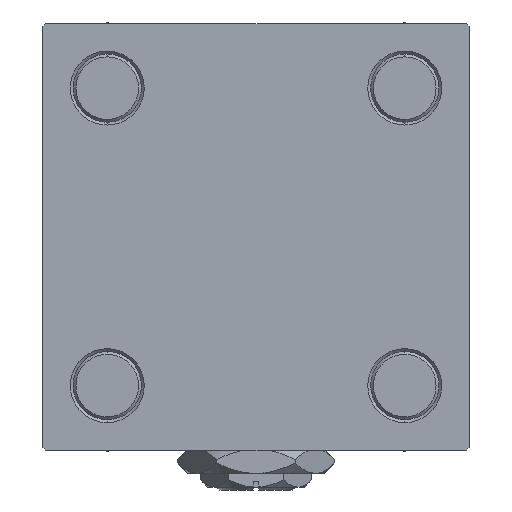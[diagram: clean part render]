
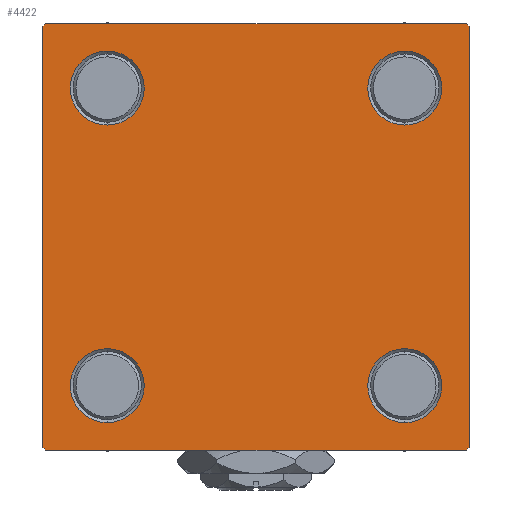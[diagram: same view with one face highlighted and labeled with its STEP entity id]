
A CAD part, left-side view. The second image highlights one B-rep face of the part: STEP entity #4422.
In plain terms, the highlighted planar face has unit normal (-1, 0, 0).
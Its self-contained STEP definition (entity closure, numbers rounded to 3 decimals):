
#896 = DIRECTION ( 'NONE',  ( 0., -0.707, -0.707 ) ) ;
#1034 = VERTEX_POINT ( 'NONE', #37864 ) ;
#1068 = VECTOR ( 'NONE', #45306, 1000. ) ;
#1970 = DIRECTION ( 'NONE',  ( 0., 0., 1. ) ) ;
#2099 = VERTEX_POINT ( 'NONE', #19330 ) ;
#2304 = VERTEX_POINT ( 'NONE', #38900 ) ;
#2316 = ORIENTED_EDGE ( 'NONE', *, *, #30625, .T. ) ;
#2731 = CARTESIAN_POINT ( 'NONE',  ( 0., 37.5, 37.5 ) ) ;
#4422 = ADVANCED_FACE ( 'NONE', ( #52823, #46438, #11931, #42304, #24917 ), #37626, .T. ) ;
#6323 = DIRECTION ( 'NONE',  ( 0., 0., 1. ) ) ;
#6681 = DIRECTION ( 'NONE',  ( 0., 0., 1. ) ) ;
#6865 = EDGE_CURVE ( 'NONE', #47262, #50479, #20092, .T. ) ;
#7020 = CIRCLE ( 'NONE', #52864, 6.5 ) ;
#7216 = VECTOR ( 'NONE', #19032, 1000. ) ;
#7396 = CARTESIAN_POINT ( 'NONE',  ( 0., -37., -37.5 ) ) ;
#7461 = LINE ( 'NONE', #40617, #29786 ) ;
#7720 = AXIS2_PLACEMENT_3D ( 'NONE', #15804, #50019, #29070 ) ;
#8093 = VECTOR ( 'NONE', #22710, 1000. ) ;
#8150 = EDGE_LOOP ( 'NONE', ( #50168, #2316, #31621, #35309, #37099, #33420, #19985, #46566 ) ) ;
#8790 = DIRECTION ( 'NONE',  ( 1., 0., 0. ) ) ;
#9083 = EDGE_CURVE ( 'NONE', #30487, #12783, #25489, .T. ) ;
#9575 = AXIS2_PLACEMENT_3D ( 'NONE', #50749, #34758, #41930 ) ;
#9899 = CARTESIAN_POINT ( 'NONE',  ( 0., 37.25, 37.25 ) ) ;
#10254 = LINE ( 'NONE', #47823, #8093 ) ;
#10857 = VERTEX_POINT ( 'NONE', #27100 ) ;
#10934 = EDGE_CURVE ( 'NONE', #35900, #29367, #26409, .T. ) ;
#11873 = CARTESIAN_POINT ( 'NONE',  ( 0., -37.5, 37.5 ) ) ;
#11931 = FACE_BOUND ( 'NONE', #14490, .T. ) ;
#12263 = AXIS2_PLACEMENT_3D ( 'NONE', #20417, #8790, #33964 ) ;
#12729 = DIRECTION ( 'NONE',  ( 0., 0., 1. ) ) ;
#12783 = VERTEX_POINT ( 'NONE', #13461 ) ;
#12871 = VERTEX_POINT ( 'NONE', #31700 ) ;
#12935 = AXIS2_PLACEMENT_3D ( 'NONE', #33232, #33493, #12729 ) ;
#13294 = CARTESIAN_POINT ( 'NONE',  ( 0., 37.25, -37.25 ) ) ;
#13461 = CARTESIAN_POINT ( 'NONE',  ( 0., -26.15, -19.65 ) ) ;
#14490 = EDGE_LOOP ( 'NONE', ( #23241, #50565 ) ) ;
#15245 = CARTESIAN_POINT ( 'NONE',  ( 0., 26.15, 26.15 ) ) ;
#15553 = ORIENTED_EDGE ( 'NONE', *, *, #44626, .T. ) ;
#15804 = CARTESIAN_POINT ( 'NONE',  ( 0., -26.15, 26.15 ) ) ;
#15815 = AXIS2_PLACEMENT_3D ( 'NONE', #15245, #32660, #6681 ) ;
#17249 = ORIENTED_EDGE ( 'NONE', *, *, #9083, .T. ) ;
#17444 = LINE ( 'NONE', #13294, #30426 ) ;
#19032 = DIRECTION ( 'NONE',  ( 0., 0., -1. ) ) ;
#19330 = CARTESIAN_POINT ( 'NONE',  ( 0., 37., 37.5 ) ) ;
#19571 = CARTESIAN_POINT ( 'NONE',  ( 0., -26.15, 26.15 ) ) ;
#19614 = DIRECTION ( 'NONE',  ( 0., -1., 0. ) ) ;
#19985 = ORIENTED_EDGE ( 'NONE', *, *, #40323, .F. ) ;
#20092 = CIRCLE ( 'NONE', #7720, 6.5 ) ;
#20417 = CARTESIAN_POINT ( 'NONE',  ( 0., 26.15, -26.15 ) ) ;
#20704 = DIRECTION ( 'NONE',  ( 0., 0., -1. ) ) ;
#21073 = CIRCLE ( 'NONE', #15815, 6.5 ) ;
#21249 = EDGE_CURVE ( 'NONE', #12783, #30487, #34451, .T. ) ;
#21279 = DIRECTION ( 'NONE',  ( 0., 0., 1. ) ) ;
#22511 = CARTESIAN_POINT ( 'NONE',  ( 0., 37., -37.5 ) ) ;
#22710 = DIRECTION ( 'NONE',  ( 0., -0.707, 0.707 ) ) ;
#23241 = ORIENTED_EDGE ( 'NONE', *, *, #10934, .T. ) ;
#23327 = LINE ( 'NONE', #28327, #32325 ) ;
#23622 = VECTOR ( 'NONE', #20704, 1000. ) ;
#23664 = CARTESIAN_POINT ( 'NONE',  ( 0., 26.15, -19.65 ) ) ;
#24382 = VECTOR ( 'NONE', #35343, 1000. ) ;
#24917 = FACE_OUTER_BOUND ( 'NONE', #8150, .T. ) ;
#25001 = CARTESIAN_POINT ( 'NONE',  ( 0., 26.15, -32.65 ) ) ;
#25431 = DIRECTION ( 'NONE',  ( 1., 0., 0. ) ) ;
#25489 = CIRCLE ( 'NONE', #9575, 6.5 ) ;
#25847 = VERTEX_POINT ( 'NONE', #7396 ) ;
#26409 = CIRCLE ( 'NONE', #12263, 6.5 ) ;
#26687 = CIRCLE ( 'NONE', #31110, 6.5 ) ;
#27100 = CARTESIAN_POINT ( 'NONE',  ( 0., -37., 37.5 ) ) ;
#28327 = CARTESIAN_POINT ( 'NONE',  ( 0., -37.25, 37.25 ) ) ;
#29070 = DIRECTION ( 'NONE',  ( 0., 0., 1. ) ) ;
#29367 = VERTEX_POINT ( 'NONE', #25001 ) ;
#29433 = ORIENTED_EDGE ( 'NONE', *, *, #46027, .T. ) ;
#29786 = VECTOR ( 'NONE', #19614, 1000. ) ;
#30108 = LINE ( 'NONE', #9899, #24382 ) ;
#30121 = CARTESIAN_POINT ( 'NONE',  ( 0., -26.15, 32.65 ) ) ;
#30412 = DIRECTION ( 'NONE',  ( 0., 0., 1. ) ) ;
#30426 = VECTOR ( 'NONE', #896, 1000. ) ;
#30487 = VERTEX_POINT ( 'NONE', #48683 ) ;
#30625 = EDGE_CURVE ( 'NONE', #52646, #37011, #17444, .T. ) ;
#30732 = ORIENTED_EDGE ( 'NONE', *, *, #21249, .T. ) ;
#30959 = VERTEX_POINT ( 'NONE', #35070 ) ;
#31110 = AXIS2_PLACEMENT_3D ( 'NONE', #51373, #47493, #30412 ) ;
#31483 = DIRECTION ( 'NONE',  ( 1., 0., 0. ) ) ;
#31547 = DIRECTION ( 'NONE',  ( 1., 0., 0. ) ) ;
#31621 = ORIENTED_EDGE ( 'NONE', *, *, #48210, .T. ) ;
#31700 = CARTESIAN_POINT ( 'NONE',  ( 0., -37.5, -37. ) ) ;
#31761 = EDGE_CURVE ( 'NONE', #50479, #47262, #33111, .T. ) ;
#31915 = DIRECTION ( 'NONE',  ( 0., 0.707, 0.707 ) ) ;
#32325 = VECTOR ( 'NONE', #31915, 1000. ) ;
#32660 = DIRECTION ( 'NONE',  ( 1., 0., 0. ) ) ;
#33111 = CIRCLE ( 'NONE', #51609, 6.5 ) ;
#33232 = CARTESIAN_POINT ( 'NONE',  ( 0., 0., 0. ) ) ;
#33378 = EDGE_LOOP ( 'NONE', ( #34227, #35927 ) ) ;
#33420 = ORIENTED_EDGE ( 'NONE', *, *, #37273, .T. ) ;
#33493 = DIRECTION ( 'NONE',  ( -1., 0., 0. ) ) ;
#33964 = DIRECTION ( 'NONE',  ( 0., 0., 1. ) ) ;
#34227 = ORIENTED_EDGE ( 'NONE', *, *, #31761, .T. ) ;
#34451 = CIRCLE ( 'NONE', #46758, 6.5 ) ;
#34758 = DIRECTION ( 'NONE',  ( 1., 0., 0. ) ) ;
#35070 = CARTESIAN_POINT ( 'NONE',  ( 0., -37.5, 37. ) ) ;
#35309 = ORIENTED_EDGE ( 'NONE', *, *, #51534, .T. ) ;
#35343 = DIRECTION ( 'NONE',  ( 0., 0.707, -0.707 ) ) ;
#35900 = VERTEX_POINT ( 'NONE', #23664 ) ;
#35927 = ORIENTED_EDGE ( 'NONE', *, *, #6865, .T. ) ;
#37011 = VERTEX_POINT ( 'NONE', #22511 ) ;
#37099 = ORIENTED_EDGE ( 'NONE', *, *, #41963, .F. ) ;
#37195 = EDGE_LOOP ( 'NONE', ( #30732, #17249 ) ) ;
#37256 = CARTESIAN_POINT ( 'NONE',  ( 0., -26.15, 19.65 ) ) ;
#37273 = EDGE_CURVE ( 'NONE', #30959, #10857, #23327, .T. ) ;
#37608 = CARTESIAN_POINT ( 'NONE',  ( 0., 37.5, -37. ) ) ;
#37626 = PLANE ( 'NONE',  #12935 ) ;
#37829 = LINE ( 'NONE', #49438, #1068 ) ;
#37864 = CARTESIAN_POINT ( 'NONE',  ( 0., 26.15, 19.65 ) ) ;
#37868 = CARTESIAN_POINT ( 'NONE',  ( 0., -26.15, -26.15 ) ) ;
#38339 = EDGE_CURVE ( 'NONE', #2099, #51465, #30108, .T. ) ;
#38900 = CARTESIAN_POINT ( 'NONE',  ( 0., 26.15, 32.65 ) ) ;
#40028 = LINE ( 'NONE', #2731, #7216 ) ;
#40323 = EDGE_CURVE ( 'NONE', #2099, #10857, #7461, .T. ) ;
#40617 = CARTESIAN_POINT ( 'NONE',  ( 0., 37.5, 37.5 ) ) ;
#41930 = DIRECTION ( 'NONE',  ( 0., 0., 1. ) ) ;
#41963 = EDGE_CURVE ( 'NONE', #30959, #12871, #45838, .T. ) ;
#42304 = FACE_BOUND ( 'NONE', #44560, .T. ) ;
#42341 = CARTESIAN_POINT ( 'NONE',  ( 0., 37.5, 37. ) ) ;
#44560 = EDGE_LOOP ( 'NONE', ( #15553, #29433 ) ) ;
#44626 = EDGE_CURVE ( 'NONE', #2304, #1034, #21073, .T. ) ;
#45306 = DIRECTION ( 'NONE',  ( 0., -1., 0. ) ) ;
#45838 = LINE ( 'NONE', #11873, #23622 ) ;
#46027 = EDGE_CURVE ( 'NONE', #1034, #2304, #7020, .T. ) ;
#46438 = FACE_BOUND ( 'NONE', #37195, .T. ) ;
#46566 = ORIENTED_EDGE ( 'NONE', *, *, #38339, .T. ) ;
#46758 = AXIS2_PLACEMENT_3D ( 'NONE', #37868, #25431, #21279 ) ;
#47146 = EDGE_CURVE ( 'NONE', #51465, #52646, #40028, .T. ) ;
#47262 = VERTEX_POINT ( 'NONE', #37256 ) ;
#47493 = DIRECTION ( 'NONE',  ( 1., 0., 0. ) ) ;
#47823 = CARTESIAN_POINT ( 'NONE',  ( 0., -37.25, -37.25 ) ) ;
#48210 = EDGE_CURVE ( 'NONE', #37011, #25847, #37829, .T. ) ;
#48683 = CARTESIAN_POINT ( 'NONE',  ( 0., -26.15, -32.65 ) ) ;
#49173 = CARTESIAN_POINT ( 'NONE',  ( 0., 26.15, 26.15 ) ) ;
#49438 = CARTESIAN_POINT ( 'NONE',  ( 0., 37.5, -37.5 ) ) ;
#50019 = DIRECTION ( 'NONE',  ( 1., 0., 0. ) ) ;
#50168 = ORIENTED_EDGE ( 'NONE', *, *, #47146, .T. ) ;
#50479 = VERTEX_POINT ( 'NONE', #30121 ) ;
#50565 = ORIENTED_EDGE ( 'NONE', *, *, #51856, .T. ) ;
#50749 = CARTESIAN_POINT ( 'NONE',  ( 0., -26.15, -26.15 ) ) ;
#51373 = CARTESIAN_POINT ( 'NONE',  ( 0., 26.15, -26.15 ) ) ;
#51465 = VERTEX_POINT ( 'NONE', #42341 ) ;
#51534 = EDGE_CURVE ( 'NONE', #25847, #12871, #10254, .T. ) ;
#51609 = AXIS2_PLACEMENT_3D ( 'NONE', #19571, #31483, #6323 ) ;
#51856 = EDGE_CURVE ( 'NONE', #29367, #35900, #26687, .T. ) ;
#52646 = VERTEX_POINT ( 'NONE', #37608 ) ;
#52823 = FACE_BOUND ( 'NONE', #33378, .T. ) ;
#52864 = AXIS2_PLACEMENT_3D ( 'NONE', #49173, #31547, #1970 ) ;
